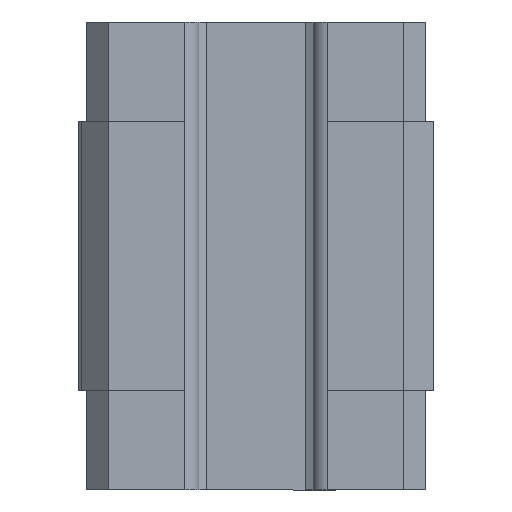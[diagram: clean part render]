
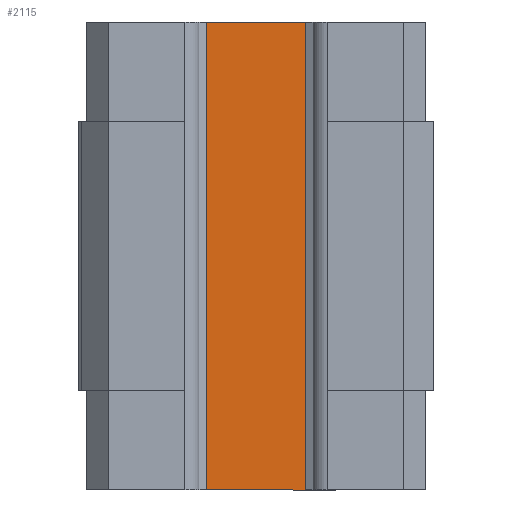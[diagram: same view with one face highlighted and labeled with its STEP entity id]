
A CAD part, front view. The second image highlights one B-rep face of the part: STEP entity #2115.
In plain terms, the highlighted planar face has unit normal (0, -1, 0).
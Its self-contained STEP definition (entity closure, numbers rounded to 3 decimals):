
#771 = EDGE_LOOP ( 'NONE', ( #2913, #2914, #2915, #2916 ) ) ;
#2115 = ADVANCED_FACE ( 'NONE', ( #5454 ), #5984, .F. ) ;
#2253 = EDGE_CURVE ( 'NONE', #9114, #9156, #7323, .T. ) ;
#2266 = EDGE_CURVE ( 'NONE', #9154, #9114, #7352, .T. ) ;
#2273 = EDGE_CURVE ( 'NONE', #9156, #9123, #7360, .T. ) ;
#2305 = EDGE_CURVE ( 'NONE', #9154, #9123, #7415, .T. ) ;
#2913 = ORIENTED_EDGE ( 'NONE', *, *, #2305, .T. ) ;
#2914 = ORIENTED_EDGE ( 'NONE', *, *, #2273, .F. ) ;
#2915 = ORIENTED_EDGE ( 'NONE', *, *, #2253, .F. ) ;
#2916 = ORIENTED_EDGE ( 'NONE', *, *, #2266, .F. ) ;
#5454 = FACE_OUTER_BOUND ( 'NONE', #771, .T. ) ;
#5983 = CARTESIAN_POINT ( 'NONE',  ( 7.136, -7.5, 26.82 ) ) ;
#5984 = PLANE ( 'NONE',  #6971 ) ;
#5986 = DIRECTION ( 'NONE',  ( 0., 1., 0. ) ) ;
#5987 = DIRECTION ( 'NONE',  ( 0., 0., 1. ) ) ;
#6278 = CARTESIAN_POINT ( 'NONE',  ( 7.136, -7.5, 22.35 ) ) ;
#6279 = DIRECTION ( 'NONE',  ( 1., 0., 0. ) ) ;
#6304 = CARTESIAN_POINT ( 'NONE',  ( -7.136, -7.5, 26.82 ) ) ;
#6305 = DIRECTION ( 'NONE',  ( 0., 0., 1. ) ) ;
#6310 = CARTESIAN_POINT ( 'NONE',  ( 7.136, -7.5, 26.82 ) ) ;
#6323 = DIRECTION ( 'NONE',  ( 0., 0., -1. ) ) ;
#6394 = CARTESIAN_POINT ( 'NONE',  ( 0., -7.5, -22.35 ) ) ;
#6400 = DIRECTION ( 'NONE',  ( 1., 0., 0. ) ) ;
#6611 = CARTESIAN_POINT ( 'NONE',  ( -7.136, -7.5, 22.35 ) ) ;
#6620 = CARTESIAN_POINT ( 'NONE',  ( 7.136, -7.5, -22.35 ) ) ;
#6651 = CARTESIAN_POINT ( 'NONE',  ( -7.136, -7.5, -22.35 ) ) ;
#6653 = CARTESIAN_POINT ( 'NONE',  ( 7.136, -7.5, 22.35 ) ) ;
#6971 = AXIS2_PLACEMENT_3D ( 'NONE', #5983, #5986, #5987 ) ;
#7317 = VECTOR ( 'NONE', #6279, 1000. ) ;
#7323 = LINE ( 'NONE', #6278, #7317 ) ;
#7352 = LINE ( 'NONE', #6304, #7353 ) ;
#7353 = VECTOR ( 'NONE', #6305, 1000. ) ;
#7360 = LINE ( 'NONE', #6310, #7364 ) ;
#7364 = VECTOR ( 'NONE', #6323, 1000. ) ;
#7406 = VECTOR ( 'NONE', #6400, 1000. ) ;
#7415 = LINE ( 'NONE', #6394, #7406 ) ;
#9114 = VERTEX_POINT ( 'NONE', #6611 ) ;
#9123 = VERTEX_POINT ( 'NONE', #6620 ) ;
#9154 = VERTEX_POINT ( 'NONE', #6651 ) ;
#9156 = VERTEX_POINT ( 'NONE', #6653 ) ;
